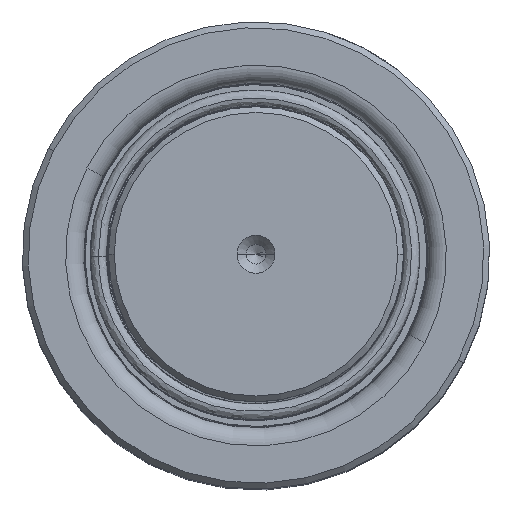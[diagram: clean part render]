
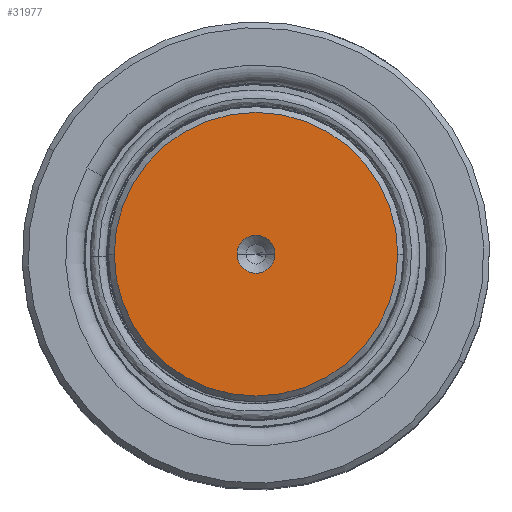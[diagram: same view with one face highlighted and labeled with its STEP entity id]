
A CAD part, top view. The second image highlights one B-rep face of the part: STEP entity #31977.
In plain terms, the highlighted planar face has unit normal (0, 0, 1).
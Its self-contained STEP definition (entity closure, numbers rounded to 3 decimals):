
#1204 = CARTESIAN_POINT ( 'NONE',  ( 0., 0., 260. ) ) ;
#5025 = DIRECTION ( 'NONE',  ( 0., 0., 1. ) ) ;
#6083 = ORIENTED_EDGE ( 'NONE', *, *, #29459, .F. ) ;
#6252 = DIRECTION ( 'NONE',  ( 1., 0., 0. ) ) ;
#7671 = AXIS2_PLACEMENT_3D ( 'NONE', #61272, #10058, #51107 ) ;
#7865 = PLANE ( 'NONE',  #7671 ) ;
#8900 = EDGE_CURVE ( 'NONE', #47699, #54052, #31553, .T. ) ;
#10058 = DIRECTION ( 'NONE',  ( 0., 0., 1. ) ) ;
#10794 = CARTESIAN_POINT ( 'NONE',  ( 28.816, 0., 260. ) ) ;
#13675 = AXIS2_PLACEMENT_3D ( 'NONE', #1204, #60991, #6252 ) ;
#17829 = VERTEX_POINT ( 'NONE', #61922 ) ;
#18747 = CARTESIAN_POINT ( 'NONE',  ( 3.85, 0., 260. ) ) ;
#20489 = DIRECTION ( 'NONE',  ( 0., 0., 1. ) ) ;
#21312 = AXIS2_PLACEMENT_3D ( 'NONE', #45782, #49984, #35174 ) ;
#23671 = FACE_BOUND ( 'NONE', #24037, .T. ) ;
#24037 = EDGE_LOOP ( 'NONE', ( #6083, #35066 ) ) ;
#24919 = DIRECTION ( 'NONE',  ( 1., 0., 0. ) ) ;
#26115 = FACE_OUTER_BOUND ( 'NONE', #57238, .T. ) ;
#27095 = VERTEX_POINT ( 'NONE', #18747 ) ;
#27117 = AXIS2_PLACEMENT_3D ( 'NONE', #30175, #5025, #40309 ) ;
#28293 = CIRCLE ( 'NONE', #21312, 28.816 ) ;
#29459 = EDGE_CURVE ( 'NONE', #27095, #17829, #55402, .T. ) ;
#30175 = CARTESIAN_POINT ( 'NONE',  ( 0., 0., 260. ) ) ;
#31553 = CIRCLE ( 'NONE', #46184, 28.816 ) ;
#31977 = ADVANCED_FACE ( 'NONE', ( #23671, #26115 ), #7865, .T. ) ;
#35066 = ORIENTED_EDGE ( 'NONE', *, *, #38215, .F. ) ;
#35174 = DIRECTION ( 'NONE',  ( 1., 0., 0. ) ) ;
#35992 = EDGE_CURVE ( 'NONE', #54052, #47699, #28293, .T. ) ;
#38215 = EDGE_CURVE ( 'NONE', #17829, #27095, #58224, .T. ) ;
#40309 = DIRECTION ( 'NONE',  ( 1., 0., 0. ) ) ;
#40362 = CARTESIAN_POINT ( 'NONE',  ( -28.816, 0., 260. ) ) ;
#45782 = CARTESIAN_POINT ( 'NONE',  ( 0., 0., 260. ) ) ;
#46184 = AXIS2_PLACEMENT_3D ( 'NONE', #50054, #20489, #24919 ) ;
#47699 = VERTEX_POINT ( 'NONE', #40362 ) ;
#49632 = ORIENTED_EDGE ( 'NONE', *, *, #35992, .T. ) ;
#49984 = DIRECTION ( 'NONE',  ( 0., 0., 1. ) ) ;
#50054 = CARTESIAN_POINT ( 'NONE',  ( 0., 0., 260. ) ) ;
#51107 = DIRECTION ( 'NONE',  ( 1., 0., 0. ) ) ;
#54052 = VERTEX_POINT ( 'NONE', #10794 ) ;
#55402 = CIRCLE ( 'NONE', #27117, 3.85 ) ;
#57238 = EDGE_LOOP ( 'NONE', ( #58275, #49632 ) ) ;
#58224 = CIRCLE ( 'NONE', #13675, 3.85 ) ;
#58275 = ORIENTED_EDGE ( 'NONE', *, *, #8900, .T. ) ;
#60991 = DIRECTION ( 'NONE',  ( 0., 0., 1. ) ) ;
#61272 = CARTESIAN_POINT ( 'NONE',  ( 0., 0., 260. ) ) ;
#61922 = CARTESIAN_POINT ( 'NONE',  ( -3.85, 0., 260. ) ) ;
